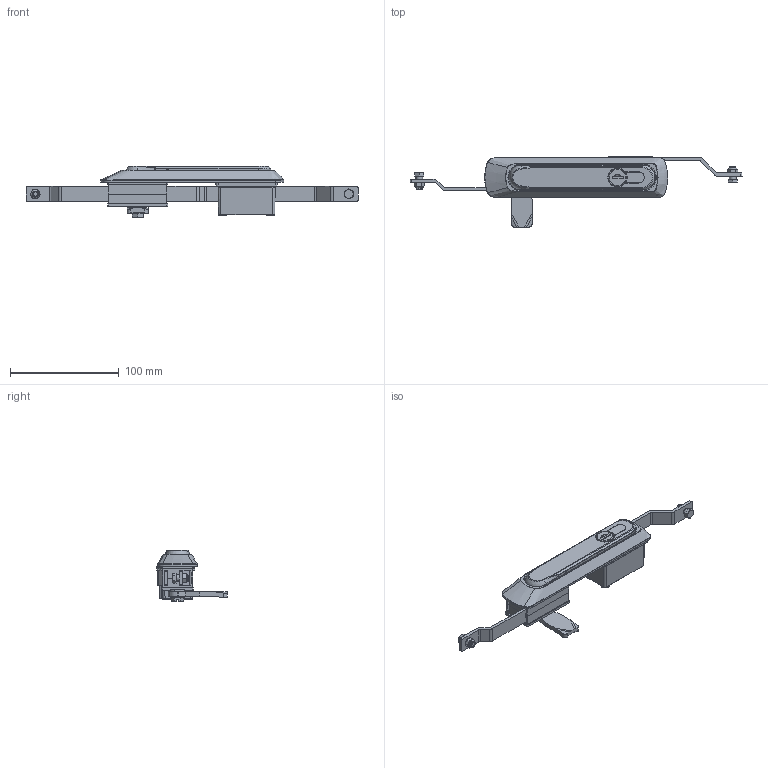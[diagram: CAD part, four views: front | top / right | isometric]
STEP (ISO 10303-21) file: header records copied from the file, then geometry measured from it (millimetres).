
FILE_DESCRIPTION(('STEP AP203'),'1');
FILE_NAME('502.1F.1F.03.30.step','2020-06-02T08:03:42',(' '),(' '),'Spatial InterOp 3D',' ',' ');
FILE_SCHEMA(('CONFIG_CONTROL_DESIGN'));
Length unit declared in the file: millimetre
Products named in the file (30): 1; 2; 3; 4; 5; 6; 7; 8; 9; 10; 11; 12; 13; 14; 15; 16; 17; 18; 19; 20; 21; 22; 23; 24; 25; 26; 27; 28; 29; 30
Bounding box: 304.63 x 64.54 x 47 mm (x, y, z)
Volume: 110414.8 mm3; surface area: 97783 mm2
Topology: 30 solids, 30 shells, 2271 faces, 6439 edges, 4231 vertices
Faces by surface type: plane 1100, cylinder 619, bspline 229, torus 118, cone 107, extrusion 52, sphere 46
Full cylindrical faces by diameter (mm): 2 x1, 3.3 x4, 4 x3, 4.2 x12, 5 x2, 5.3 x4, 5.5 x4, 6 x3, 6.3 x1, 7 x2, 7.3 x2, 7.4 x4, 7.6 x2, 8 x3, 10 x7, 10.4 x4, 12.2 x1, 12.5 x2, 13.9 x2, 14.2 x2, 15 x1, 15.1 x1, 15.7 x1, 15.8 x1, 16 x1, 16.1 x2, 21 x1, 24 x1
Entity records: 112870 total; most frequent: CARTESIAN_POINT 56348, ORIENTED_EDGE 12468, DIRECTION 10552, EDGE_CURVE 6234, VERTEX_POINT 4175, AXIS2_PLACEMENT_3D 3785, VECTOR 2982, LINE 2930
